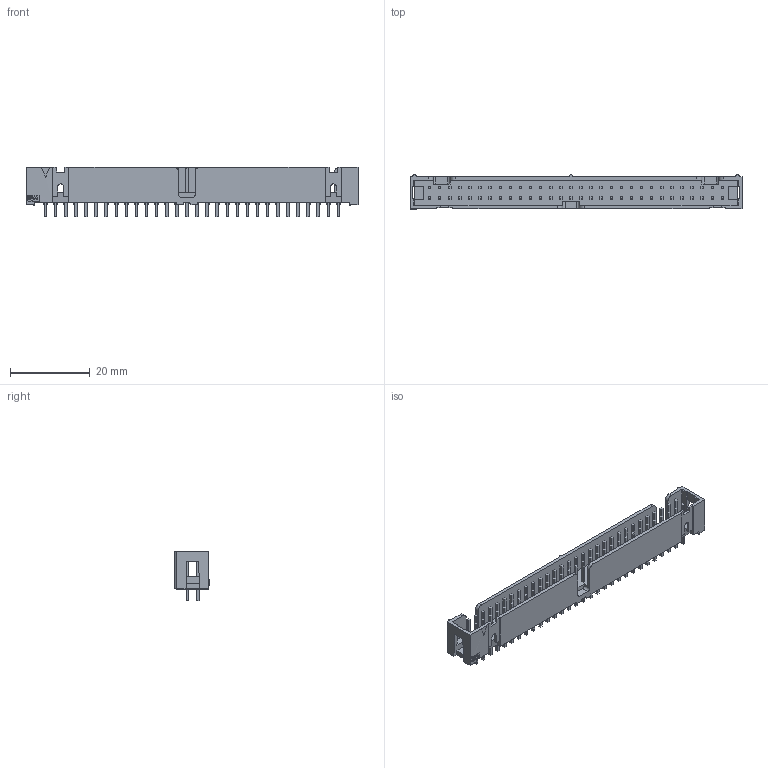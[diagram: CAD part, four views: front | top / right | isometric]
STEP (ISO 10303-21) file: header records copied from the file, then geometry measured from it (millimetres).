
FILE_DESCRIPTION((''),'2;1');
FILE_NAME('3M_N2560-6002RB.stp','2014-01-23T09:39:05',(''),(''),'Mechanical Desktop 2011','Mechanical Desktop 2011',', , ');
FILE_SCHEMA(('AUTOMOTIVE_DESIGN { 1 2 10303 214 1 1 1 1 }'));
Length unit declared in the file: millimetre
Products named in the file (1): Product
Bounding box: 83.52 x 8.69 x 12.49 mm (x, y, z)
Volume: 2736.4 mm3; surface area: 5673.8 mm2
Topology: 121 solids, 122 shells, 1028 faces, 2244 edges, 1485 vertices
Faces by surface type: plane 605, bspline 364, cylinder 59
Entity records: 27754 total; most frequent: CARTESIAN_POINT 6106, ORIENTED_EDGE 4484, DIRECTION 3684, EDGE_CURVE 2244, VECTOR 2118, LINE 2118, VERTEX_POINT 1485, EDGE_LOOP 1062
